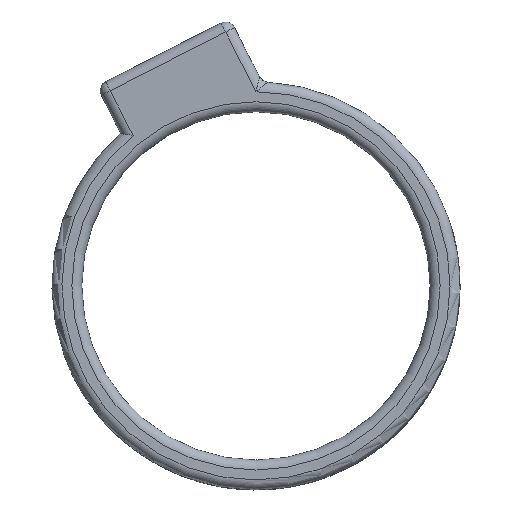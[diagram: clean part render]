
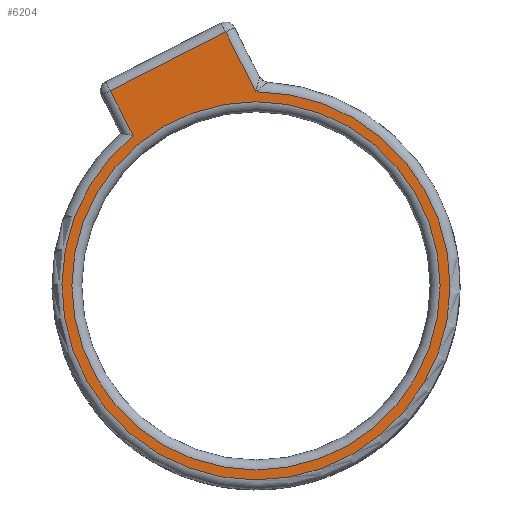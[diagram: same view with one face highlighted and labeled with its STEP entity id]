
A CAD part, top view. The second image highlights one B-rep face of the part: STEP entity #6204.
In plain terms, the highlighted planar face has unit normal (0, 0, 1).
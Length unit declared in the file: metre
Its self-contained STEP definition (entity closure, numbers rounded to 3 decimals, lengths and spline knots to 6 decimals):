
#598=PLANE('',#6698);
#796=CIRCLE('',#6699,0.0185);
#797=CIRCLE('',#6700,0.0195);
#1211=ORIENTED_EDGE('',*,*,#3151,.T.);
#1212=ORIENTED_EDGE('',*,*,#3152,.T.);
#1213=ORIENTED_EDGE('',*,*,#3153,.T.);
#1214=ORIENTED_EDGE('',*,*,#3154,.T.);
#1215=ORIENTED_EDGE('',*,*,#3155,.T.);
#3151=EDGE_CURVE('',#4125,#4125,#796,.F.);
#3152=EDGE_CURVE('',#4126,#4127,#4534,.T.);
#3153=EDGE_CURVE('',#4127,#4128,#4535,.T.);
#3154=EDGE_CURVE('',#4128,#4129,#4536,.F.);
#3155=EDGE_CURVE('',#4129,#4126,#797,.T.);
#4125=VERTEX_POINT('',#9448);
#4126=VERTEX_POINT('',#9450);
#4127=VERTEX_POINT('',#9451);
#4128=VERTEX_POINT('',#9453);
#4129=VERTEX_POINT('',#9455);
#4534=LINE('',#9449,#4957);
#4535=LINE('',#9452,#4958);
#4536=LINE('',#9454,#4959);
#4957=VECTOR('',#7341,1.);
#4958=VECTOR('',#7342,1.);
#4959=VECTOR('',#7343,1.);
#5357=EDGE_LOOP('',(#1211));
#5358=EDGE_LOOP('',(#1212,#1213,#1214,#1215));
#5759=FACE_BOUND('',#5357,.T.);
#5760=FACE_BOUND('',#5358,.T.);
#6204=ADVANCED_FACE('',(#5759,#5760),#598,.T.);
#6698=AXIS2_PLACEMENT_3D('',#9446,#7337,#7338);
#6699=AXIS2_PLACEMENT_3D('',#9447,#7339,#7340);
#6700=AXIS2_PLACEMENT_3D('',#9456,#7344,#7345);
#7337=DIRECTION('',(0.,0.,1.));
#7338=DIRECTION('',(1.,0.,0.));
#7339=DIRECTION('',(0.,0.,1.));
#7340=DIRECTION('',(1.,0.,0.));
#7341=DIRECTION('',(-0.454,0.891,0.));
#7342=DIRECTION('',(-0.891,-0.454,0.));
#7343=DIRECTION('',(-0.454,0.891,0.));
#7344=DIRECTION('',(0.,0.,1.));
#7345=DIRECTION('',(1.,0.,0.));
#9446=CARTESIAN_POINT('',(0.,0.,0.0035));
#9447=CARTESIAN_POINT('',(0.,0.,0.0035));
#9448=CARTESIAN_POINT('',(0.0185,0.,0.0035));
#9449=CARTESIAN_POINT('',(-0.003518,0.026405,0.0035));
#9450=CARTESIAN_POINT('',(0.,0.0195,0.0035));
#9451=CARTESIAN_POINT('',(-0.003064,0.025514,0.0035));
#9452=CARTESIAN_POINT('',(-0.015539,0.019158,0.0035));
#9453=CARTESIAN_POINT('',(-0.014648,0.019612,0.0035));
#9454=CARTESIAN_POINT('',(-0.012704,0.015798,0.0035));
#9455=CARTESIAN_POINT('',(-0.012345,0.015094,0.0035));
#9456=CARTESIAN_POINT('',(0.,0.,0.0035));
